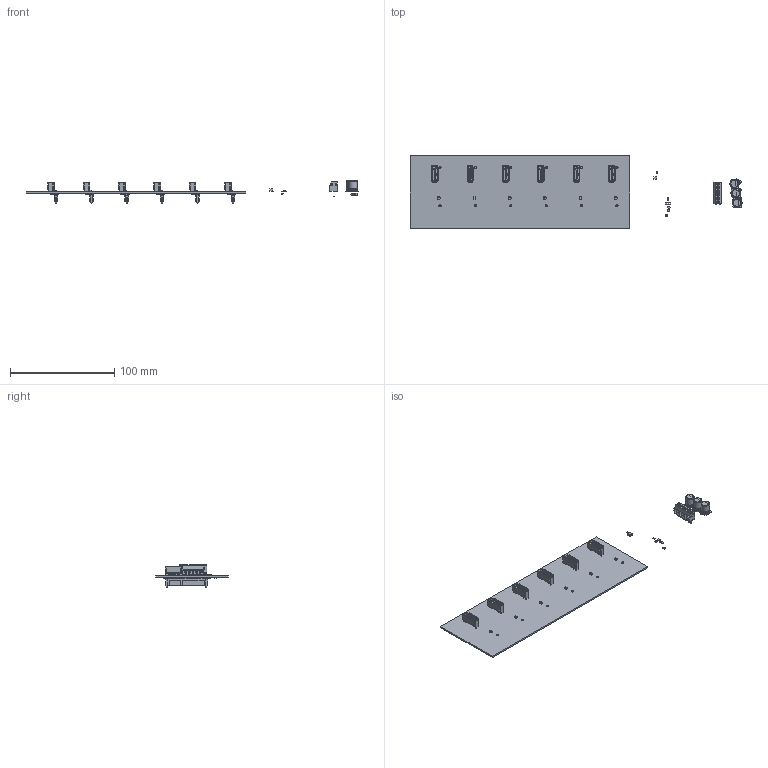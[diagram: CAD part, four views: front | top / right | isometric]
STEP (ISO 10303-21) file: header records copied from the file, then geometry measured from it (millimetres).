
FILE_DESCRIPTION(('KiCad electronic assembly'),'2;1');
FILE_NAME('SATA-backplane-10-inch-rack.step','2025-05-06T20:55:29',( 'Pcbnew'),('Kicad'),'Open CASCADE STEP processor 7.8', 'KiCad to STEP converter','Unknown');
FILE_SCHEMA(('AUTOMOTIVE_DESIGN { 1 0 10303 214 1 1 1 1 }'));
Length unit declared in the file: millimetre
Products named in the file (14): SATA-backplane-10-inch-rack 1; SOT-23; 67800-5001; SOLID; COMPOUND; SOT-323_SC-70; CP_Elec_8x10.5; R_0805_2012Metric; C_1210_3225Metric; TerminalBlock_Phoenix_PT-1,5-6-3.5-H_1x06_P3.50mm_Horizontal; D_SMB; 1735284-2; LED_0805_2012Metric; SATA-backplane-10-inch-rack_PCB
Assembly tree (37 placements, depth 3):
  SATA-backplane-10-inch-rack 1
    SOT-23  x6
    67800-5001  x6
      SOLID
      COMPOUND
    SOT-323_SC-70  x2
    CP_Elec_8x10.5  x3
    R_0805_2012Metric  x5
    C_1210_3225Metric
    TerminalBlock_Phoenix_PT-1,5-6-3.5-H_1x06_P3.50mm_Horizontal
    D_SMB  x3
    1735284-2  x6
    LED_0805_2012Metric
    SATA-backplane-10-inch-rack_PCB
Bounding box: 318.94 x 70 x 22 mm (x, y, z)
Volume: 32533.8 mm3; surface area: 49666.6 mm2
Topology: 35 solids, 35 shells, 7084 faces, 20162 edges, 13457 vertices
Faces by surface type: plane 4883, cylinder 1850, bspline 252, cone 84, torus 12, revolution 3
Full cylindrical faces by diameter (mm): 0.9 x6, 1.4 x12, 2.1 x12, 2.7 x6, 2.9 x6, 8 x6
Entity records: 57133 total; most frequent: CARTESIAN_POINT 9778, ORIENTED_EDGE 9022, DIRECTION 8536, EDGE_CURVE 4511, LINE 3543, VECTOR 3543, VERTEX_POINT 2937, AXIS2_PLACEMENT_3D 2496
